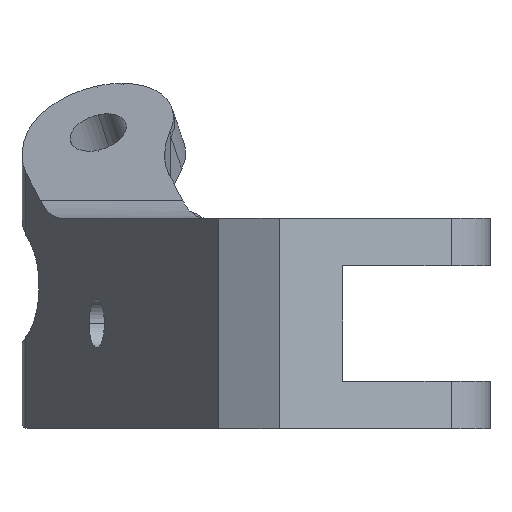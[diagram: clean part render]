
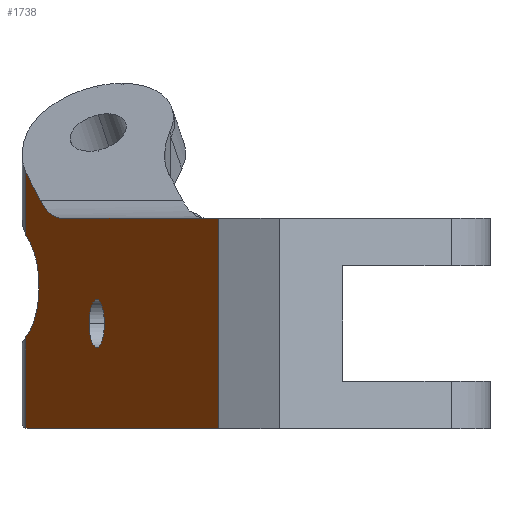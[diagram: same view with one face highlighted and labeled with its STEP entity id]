
A CAD part, left-side view. The second image highlights one B-rep face of the part: STEP entity #1738.
In plain terms, the highlighted planar face has unit normal (-0.319, 0.948, 0).
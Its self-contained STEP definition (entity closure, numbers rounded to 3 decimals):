
#6 = DIRECTION ( 'NONE',  ( 0.948, 0.319, 0. ) ) ;
#22 =( BOUNDED_CURVE ( )  B_SPLINE_CURVE ( 3, ( #904, #476, #1190, #31 ),
 .UNSPECIFIED., .F., .F. ) 
 B_SPLINE_CURVE_WITH_KNOTS ( ( 4, 4 ),
 ( 3.142, 4.014 ),
 .UNSPECIFIED. ) 
 CURVE ( )  GEOMETRIC_REPRESENTATION_ITEM ( )  RATIONAL_B_SPLINE_CURVE ( ( 1., 0.938, 0.938, 1. ) ) 
 REPRESENTATION_ITEM ( '' )  );
#24 = DIRECTION ( 'NONE',  ( 0.806, 0.271, 0.525 ) ) ;
#28 = CARTESIAN_POINT ( 'NONE',  ( 23.124, 57.382, -191.5 ) ) ;
#31 = CARTESIAN_POINT ( 'NONE',  ( 22.666, 57.228, -172.049 ) ) ;
#55 = CARTESIAN_POINT ( 'NONE',  ( -35.999, 37.479, -155.363 ) ) ;
#64 = EDGE_CURVE ( 'NONE', #1328, #161, #1185, .T. ) ;
#100 = CARTESIAN_POINT ( 'NONE',  ( 12.807, 53.909, -169.5 ) ) ;
#104 = CARTESIAN_POINT ( 'NONE',  ( 12.807, 53.909, -169.5 ) ) ;
#114 = CARTESIAN_POINT ( 'NONE',  ( 19.432, 56.14, -167.628 ) ) ;
#135 = ORIENTED_EDGE ( 'NONE', *, *, #1490, .F. ) ;
#147 = DIRECTION ( 'NONE',  ( 0., 0., 1. ) ) ;
#154 = CARTESIAN_POINT ( 'NONE',  ( 23.388, 57.471, -191.5 ) ) ;
#155 = CARTESIAN_POINT ( 'NONE',  ( 23.916, 57.649, -155.363 ) ) ;
#161 = VERTEX_POINT ( 'NONE', #1833 ) ;
#166 = ORIENTED_EDGE ( 'NONE', *, *, #777, .F. ) ;
#193 = VERTEX_POINT ( 'NONE', #1839 ) ;
#214 = CARTESIAN_POINT ( 'NONE',  ( 23.916, 57.649, -155.363 ) ) ;
#239 = CARTESIAN_POINT ( 'NONE',  ( 1.911, 50.241, -180.5 ) ) ;
#244 = CARTESIAN_POINT ( 'NONE',  ( 23.916, 57.649, -181.906 ) ) ;
#298 = DIRECTION ( 'NONE',  ( 0.319, -0.948, 0. ) ) ;
#314 = VERTEX_POINT ( 'NONE', #1619 ) ;
#321 = LINE ( 'NONE', #693, #1496 ) ;
#324 = ORIENTED_EDGE ( 'NONE', *, *, #1128, .F. ) ;
#334 = VERTEX_POINT ( 'NONE', #1173 ) ;
#351 = VERTEX_POINT ( 'NONE', #1178 ) ;
#384 = ORIENTED_EDGE ( 'NONE', *, *, #596, .F. ) ;
#412 = LINE ( 'NONE', #532, #752 ) ;
#476 = CARTESIAN_POINT ( 'NONE',  ( 19.905, 56.299, -174.843 ) ) ;
#478 = CARTESIAN_POINT ( 'NONE',  ( 2.461, 50.426, -185.208 ) ) ;
#486 = DIRECTION ( 'NONE',  ( -0.319, 0.948, 0. ) ) ;
#490 = DIRECTION ( 'NONE',  ( 0., 0., -1. ) ) ;
#507 = VERTEX_POINT ( 'NONE', #28 ) ;
#516 = LINE ( 'NONE', #1354, #805 ) ;
#532 = CARTESIAN_POINT ( 'NONE',  ( -24.627, 41.307, -169.5 ) ) ;
#545 = DIRECTION ( 'NONE',  ( -0.319, 0.948, 0. ) ) ;
#581 = VERTEX_POINT ( 'NONE', #810 ) ;
#582 = EDGE_LOOP ( 'NONE', ( #384, #1712, #1450, #944, #1831, #166, #1781, #1029, #973, #324, #1575 ) ) ;
#596 = EDGE_CURVE ( 'NONE', #581, #334, #1267, .T. ) ;
#638 = LINE ( 'NONE', #155, #1066 ) ;
#652 = EDGE_CURVE ( 'NONE', #351, #1462, #1032, .T. ) ;
#693 = CARTESIAN_POINT ( 'NONE',  ( -22.253, 42.106, -194.777 ) ) ;
#716 = CARTESIAN_POINT ( 'NONE',  ( 21.379, 56.795, -180.825 ) ) ;
#744 = DIRECTION ( 'NONE',  ( 0.948, 0.319, 0. ) ) ;
#748 = EDGE_CURVE ( 'NONE', #334, #314, #1509, .T. ) ;
#752 = VECTOR ( 'NONE', #1297, 1000. ) ;
#763 = VECTOR ( 'NONE', #24, 1000. ) ;
#777 = EDGE_CURVE ( 'NONE', #1477, #1077, #1082, .T. ) ;
#783 = ORIENTED_EDGE ( 'NONE', *, *, #652, .F. ) ;
#805 = VECTOR ( 'NONE', #6, 1000. ) ;
#810 = CARTESIAN_POINT ( 'NONE',  ( 23.916, 57.649, -191.476 ) ) ;
#872 = CARTESIAN_POINT ( 'NONE',  ( 17.557, 55.508, -168.85 ) ) ;
#874 = PLANE ( 'NONE',  #1369 ) ;
#878 = VECTOR ( 'NONE', #1246, 1000. ) ;
#892 = EDGE_CURVE ( 'NONE', #161, #507, #516, .T. ) ;
#895 = DIRECTION ( 'NONE',  ( 0.948, 0.319, 0. ) ) ;
#904 = CARTESIAN_POINT ( 'NONE',  ( 19.905, 56.299, -176.646 ) ) ;
#911 = EDGE_CURVE ( 'NONE', #193, #983, #1138, .T. ) ;
#944 = ORIENTED_EDGE ( 'NONE', *, *, #64, .F. ) ;
#973 = ORIENTED_EDGE ( 'NONE', *, *, #911, .F. ) ;
#983 = VERTEX_POINT ( 'NONE', #1245 ) ;
#995 = CARTESIAN_POINT ( 'NONE',  ( 4.28, 51.039, -180.5 ) ) ;
#1009 = CARTESIAN_POINT ( 'NONE',  ( 23.124, 57.382, -191.5 ) ) ;
#1023 = CARTESIAN_POINT ( 'NONE',  ( -14.997, 44.549, -155.363 ) ) ;
#1025 = VECTOR ( 'NONE', #490, 1000. ) ;
#1029 = ORIENTED_EDGE ( 'NONE', *, *, #1578, .F. ) ;
#1032 = CIRCLE ( 'NONE', #1827, 2.5 ) ;
#1056 = AXIS2_PLACEMENT_3D ( 'NONE', #1630, #486, #895 ) ;
#1066 = VECTOR ( 'NONE', #147, 1000. ) ;
#1077 = VERTEX_POINT ( 'NONE', #100 ) ;
#1082 =( BOUNDED_CURVE ( )  B_SPLINE_CURVE ( 3, ( #114, #872, #1755, #104 ),
 .UNSPECIFIED., .F., .T. ) 
 B_SPLINE_CURVE_WITH_KNOTS ( ( 4, 4 ),
 ( 4.014, 4.712 ),
 .UNSPECIFIED. ) 
 CURVE ( )  GEOMETRIC_REPRESENTATION_ITEM ( )  RATIONAL_B_SPLINE_CURVE ( ( 1., 0.96, 0.96, 1. ) ) 
 REPRESENTATION_ITEM ( '' )  );
#1085 = EDGE_CURVE ( 'NONE', #1328, #1077, #412, .T. ) ;
#1105 =( BOUNDED_CURVE ( )  B_SPLINE_CURVE ( 3, ( #1009, #154, #1157, #1640 ),
 .UNSPECIFIED., .F., .T. ) 
 B_SPLINE_CURVE_WITH_KNOTS ( ( 4, 4 ),
 ( 4.712, 4.789 ),
 .UNSPECIFIED. ) 
 CURVE ( )  GEOMETRIC_REPRESENTATION_ITEM ( )  RATIONAL_B_SPLINE_CURVE ( ( 1., 1., 1., 1. ) ) 
 REPRESENTATION_ITEM ( '' )  );
#1126 = EDGE_CURVE ( 'NONE', #507, #581, #1105, .T. ) ;
#1128 = EDGE_CURVE ( 'NONE', #314, #193, #22, .T. ) ;
#1138 = LINE ( 'NONE', #478, #763 ) ;
#1151 = FACE_OUTER_BOUND ( 'NONE', #582, .T. ) ;
#1157 = CARTESIAN_POINT ( 'NONE',  ( 23.652, 57.56, -191.492 ) ) ;
#1173 = CARTESIAN_POINT ( 'NONE',  ( 23.916, 57.649, -181.906 ) ) ;
#1178 = CARTESIAN_POINT ( 'NONE',  ( -0.459, 49.443, -180.5 ) ) ;
#1185 = LINE ( 'NONE', #55, #1025 ) ;
#1190 = CARTESIAN_POINT ( 'NONE',  ( 20.886, 56.629, -173.208 ) ) ;
#1215 = CARTESIAN_POINT ( 'NONE',  ( 23.916, 57.649, -164.708 ) ) ;
#1245 = CARTESIAN_POINT ( 'NONE',  ( 23.916, 57.649, -171.235 ) ) ;
#1246 = DIRECTION ( 'NONE',  ( 0., 0., 1. ) ) ;
#1264 = DIRECTION ( 'NONE',  ( 0.806, 0.271, 0.525 ) ) ;
#1267 = LINE ( 'NONE', #214, #878 ) ;
#1297 = DIRECTION ( 'NONE',  ( 0.948, 0.319, 0. ) ) ;
#1305 = VERTEX_POINT ( 'NONE', #1215 ) ;
#1307 = EDGE_LOOP ( 'NONE', ( #135, #783 ) ) ;
#1308 = CARTESIAN_POINT ( 'NONE',  ( 19.905, 56.299, -176.646 ) ) ;
#1321 = CARTESIAN_POINT ( 'NONE',  ( 19.905, 56.299, -178.892 ) ) ;
#1328 = VERTEX_POINT ( 'NONE', #1561 ) ;
#1354 = CARTESIAN_POINT ( 'NONE',  ( -14.997, 44.549, -191.5 ) ) ;
#1357 = EDGE_CURVE ( 'NONE', #1477, #1305, #321, .T. ) ;
#1369 = AXIS2_PLACEMENT_3D ( 'NONE', #1023, #298, #744 ) ;
#1390 = FACE_BOUND ( 'NONE', #1307, .T. ) ;
#1450 = ORIENTED_EDGE ( 'NONE', *, *, #892, .F. ) ;
#1462 = VERTEX_POINT ( 'NONE', #995 ) ;
#1477 = VERTEX_POINT ( 'NONE', #1753 ) ;
#1490 = EDGE_CURVE ( 'NONE', #1462, #351, #1736, .T. ) ;
#1496 = VECTOR ( 'NONE', #1264, 1000. ) ;
#1509 =( BOUNDED_CURVE ( )  B_SPLINE_CURVE ( 3, ( #244, #716, #1321, #1308 ),
 .UNSPECIFIED., .F., .T. ) 
 B_SPLINE_CURVE_WITH_KNOTS ( ( 4, 4 ),
 ( 2.073, 3.142 ),
 .UNSPECIFIED. ) 
 CURVE ( )  GEOMETRIC_REPRESENTATION_ITEM ( )  RATIONAL_B_SPLINE_CURVE ( ( 1., 0.907, 0.907, 1. ) ) 
 REPRESENTATION_ITEM ( '' )  );
#1561 = CARTESIAN_POINT ( 'NONE',  ( -35.999, 37.479, -169.5 ) ) ;
#1575 = ORIENTED_EDGE ( 'NONE', *, *, #748, .F. ) ;
#1578 = EDGE_CURVE ( 'NONE', #983, #1305, #638, .T. ) ;
#1619 = CARTESIAN_POINT ( 'NONE',  ( 19.905, 56.299, -176.646 ) ) ;
#1630 = CARTESIAN_POINT ( 'NONE',  ( 1.911, 50.241, -180.5 ) ) ;
#1640 = CARTESIAN_POINT ( 'NONE',  ( 23.916, 57.649, -191.476 ) ) ;
#1712 = ORIENTED_EDGE ( 'NONE', *, *, #1126, .F. ) ;
#1723 = DIRECTION ( 'NONE',  ( 0.948, 0.319, 0. ) ) ;
#1736 = CIRCLE ( 'NONE', #1056, 2.5 ) ;
#1738 = ADVANCED_FACE ( 'NONE', ( #1390, #1151 ), #874, .F. ) ;
#1753 = CARTESIAN_POINT ( 'NONE',  ( 19.432, 56.14, -167.628 ) ) ;
#1755 = CARTESIAN_POINT ( 'NONE',  ( 15.256, 54.733, -169.5 ) ) ;
#1781 = ORIENTED_EDGE ( 'NONE', *, *, #1357, .T. ) ;
#1827 = AXIS2_PLACEMENT_3D ( 'NONE', #239, #545, #1723 ) ;
#1831 = ORIENTED_EDGE ( 'NONE', *, *, #1085, .T. ) ;
#1833 = CARTESIAN_POINT ( 'NONE',  ( -35.999, 37.479, -191.5 ) ) ;
#1839 = CARTESIAN_POINT ( 'NONE',  ( 22.666, 57.228, -172.049 ) ) ;
